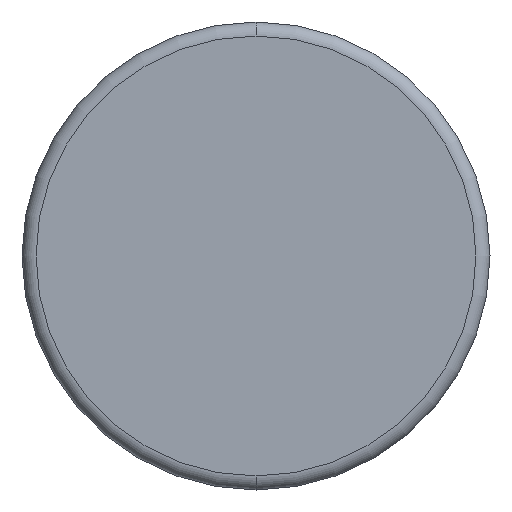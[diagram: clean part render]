
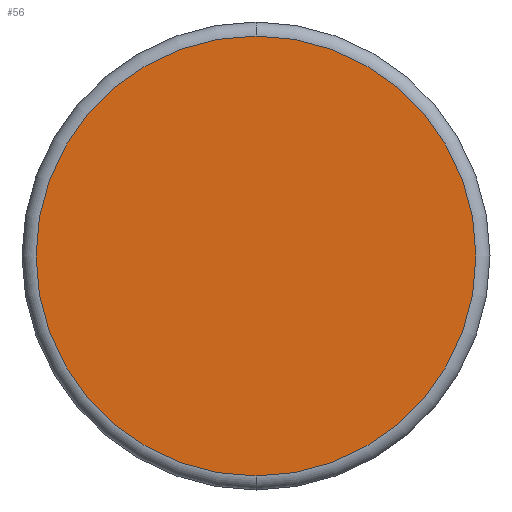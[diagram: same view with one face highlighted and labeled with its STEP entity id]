
A CAD part, front view. The second image highlights one B-rep face of the part: STEP entity #56.
In plain terms, the highlighted planar face has unit normal (0, -1, 0).
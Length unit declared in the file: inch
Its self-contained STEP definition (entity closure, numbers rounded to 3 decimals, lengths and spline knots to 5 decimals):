
#3 = ORIENTED_EDGE ( 'NONE', *, *, #171, .T. ) ;
#14 = AXIS2_PLACEMENT_3D ( 'NONE', #152, #367, #255 ) ;
#41 = FACE_OUTER_BOUND ( 'NONE', #73, .T. ) ;
#56 = ADVANCED_FACE ( 'NONE', ( #41 ), #212, .T. ) ;
#73 = EDGE_LOOP ( 'NONE', ( #240, #3 ) ) ;
#79 = DIRECTION ( 'NONE',  ( 0., 0., -1. ) ) ;
#118 = AXIS2_PLACEMENT_3D ( 'NONE', #321, #145, #326 ) ;
#127 = CARTESIAN_POINT ( 'NONE',  ( 0., 0., 0. ) ) ;
#145 = DIRECTION ( 'NONE',  ( 0., -1., 0. ) ) ;
#152 = CARTESIAN_POINT ( 'NONE',  ( 0., 0., 0. ) ) ;
#169 = VERTEX_POINT ( 'NONE', #311 ) ;
#171 = EDGE_CURVE ( 'NONE', #352, #169, #394, .T. ) ;
#212 = PLANE ( 'NONE',  #14 ) ;
#213 = CARTESIAN_POINT ( 'NONE',  ( 0., 0., 0.47 ) ) ;
#215 = EDGE_CURVE ( 'NONE', #169, #352, #389, .T. ) ;
#240 = ORIENTED_EDGE ( 'NONE', *, *, #215, .T. ) ;
#255 = DIRECTION ( 'NONE',  ( 0., 0., -1. ) ) ;
#311 = CARTESIAN_POINT ( 'NONE',  ( 0., 0., -0.47 ) ) ;
#321 = CARTESIAN_POINT ( 'NONE',  ( 0., 0., 0. ) ) ;
#326 = DIRECTION ( 'NONE',  ( 0., 0., -1. ) ) ;
#342 = DIRECTION ( 'NONE',  ( 0., -1., 0. ) ) ;
#352 = VERTEX_POINT ( 'NONE', #213 ) ;
#367 = DIRECTION ( 'NONE',  ( 0., -1., 0. ) ) ;
#371 = AXIS2_PLACEMENT_3D ( 'NONE', #127, #342, #79 ) ;
#389 = CIRCLE ( 'NONE', #118, 0.47 ) ;
#394 = CIRCLE ( 'NONE', #371, 0.47 ) ;
